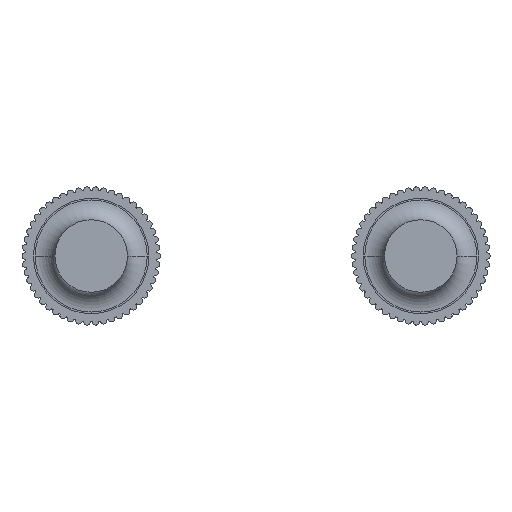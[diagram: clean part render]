
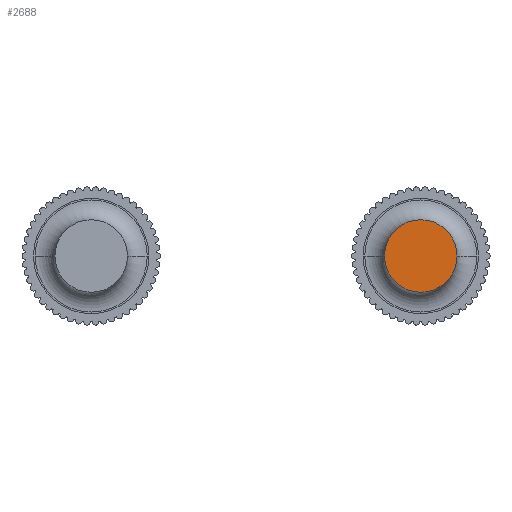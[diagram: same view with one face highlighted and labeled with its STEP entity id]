
A CAD part, front view. The second image highlights one B-rep face of the part: STEP entity #2688.
In plain terms, the highlighted face is planar.
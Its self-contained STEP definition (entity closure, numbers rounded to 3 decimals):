
#570=CARTESIAN_POINT('',(25.2,0.,0.));
#571=DIRECTION('',(-1.,0.,0.));
#572=DIRECTION('',(0.,1.,0.));
#573=AXIS2_PLACEMENT_3D('',#570,#571,#572);
#661=CARTESIAN_POINT('',(25.2,0.,0.));
#662=DIRECTION('',(1.,0.,0.));
#663=DIRECTION('',(0.,1.,0.));
#664=AXIS2_PLACEMENT_3D('',#661,#662,#663);
#2241=CARTESIAN_POINT('',(25.2,1.1,0.));
#2242=CARTESIAN_POINT('',(25.2,-1.1,0.));
#2243=VERTEX_POINT('',#2241);
#2244=VERTEX_POINT('',#2242);
#2677=CARTESIAN_POINT('',(25.2,0.,0.));
#2678=DIRECTION('',(1.,0.,0.));
#2679=DIRECTION('',(0.,-1.,0.));
#2680=AXIS2_PLACEMENT_3D('',#2677,#2678,#2679);
#2681=PLANE('',#2680);
#2683=ORIENTED_EDGE('',*,*,#2682,.T.);
#2685=ORIENTED_EDGE('',*,*,#2684,.F.);
#2686=EDGE_LOOP('',(#2683,#2685));
#2687=FACE_OUTER_BOUND('',#2686,.F.);
#574=CIRCLE('',#573,1.1);
#665=CIRCLE('',#664,1.1);
#2682=EDGE_CURVE('',#2243,#2244,#574,.T.);
#2684=EDGE_CURVE('',#2243,#2244,#665,.T.);
#2688=ADVANCED_FACE('',(#2687),#2681,.T.);
